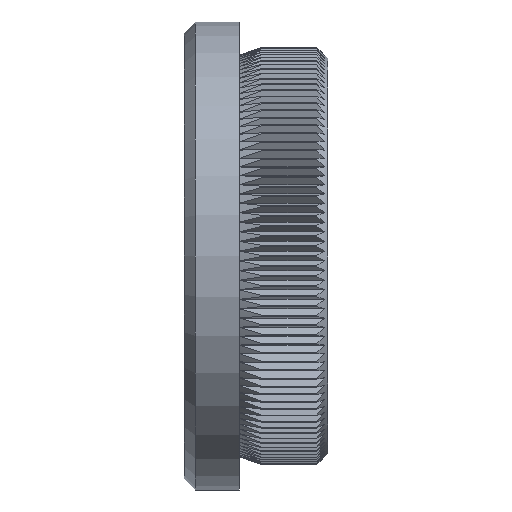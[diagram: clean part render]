
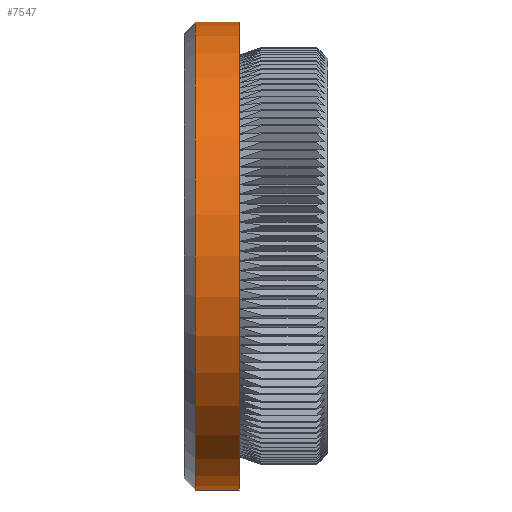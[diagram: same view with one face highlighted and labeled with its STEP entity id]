
A CAD part, left-side view. The second image highlights one B-rep face of the part: STEP entity #7547.
In plain terms, the highlighted cylindrical face has radius 21.2 mm (diameter 42.4 mm), a partial arc.
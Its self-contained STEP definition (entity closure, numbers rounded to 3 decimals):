
#1888 = DIRECTION ( 'NONE',  ( 0., -1., 0. ) ) ;
#2995 = VERTEX_POINT ( 'NONE', #11495 ) ;
#3058 = DIRECTION ( 'NONE',  ( 0., -1., 0. ) ) ;
#3147 = AXIS2_PLACEMENT_3D ( 'NONE', #4991, #18936, #28476 ) ;
#3639 = CARTESIAN_POINT ( 'NONE',  ( 0., 12., 21.2 ) ) ;
#4991 = CARTESIAN_POINT ( 'NONE',  ( 0., 0., 0. ) ) ;
#5099 = ORIENTED_EDGE ( 'NONE', *, *, #21283, .F. ) ;
#6113 = VECTOR ( 'NONE', #24849, 1000. ) ;
#6298 = VERTEX_POINT ( 'NONE', #11644 ) ;
#6489 = DIRECTION ( 'NONE',  ( 0., 0., 1. ) ) ;
#6549 = ORIENTED_EDGE ( 'NONE', *, *, #25675, .T. ) ;
#7547 = ADVANCED_FACE ( 'NONE', ( #10164 ), #25814, .T. ) ;
#8316 = EDGE_CURVE ( 'NONE', #23163, #2995, #23939, .T. ) ;
#10164 = FACE_OUTER_BOUND ( 'NONE', #14912, .T. ) ;
#11369 = AXIS2_PLACEMENT_3D ( 'NONE', #26554, #3058, #19253 ) ;
#11495 = CARTESIAN_POINT ( 'NONE',  ( 0., 8., 21.2 ) ) ;
#11644 = CARTESIAN_POINT ( 'NONE',  ( 0., 8., -21.2 ) ) ;
#11664 = VECTOR ( 'NONE', #12489, 1000. ) ;
#12489 = DIRECTION ( 'NONE',  ( 0., -1., 0. ) ) ;
#13685 = CARTESIAN_POINT ( 'NONE',  ( 0., 0., 21.2 ) ) ;
#14912 = EDGE_LOOP ( 'NONE', ( #29343, #18071, #6549, #5099 ) ) ;
#15259 = VERTEX_POINT ( 'NONE', #16475 ) ;
#16475 = CARTESIAN_POINT ( 'NONE',  ( 0., 12., -21.2 ) ) ;
#17112 = LINE ( 'NONE', #23967, #11664 ) ;
#17495 = CIRCLE ( 'NONE', #18230, 21.2 ) ;
#18071 = ORIENTED_EDGE ( 'NONE', *, *, #25712, .T. ) ;
#18230 = AXIS2_PLACEMENT_3D ( 'NONE', #29882, #1888, #6489 ) ;
#18936 = DIRECTION ( 'NONE',  ( 0., -1., 0. ) ) ;
#19253 = DIRECTION ( 'NONE',  ( 0., 0., -1. ) ) ;
#21283 = EDGE_CURVE ( 'NONE', #2995, #6298, #23809, .T. ) ;
#23163 = VERTEX_POINT ( 'NONE', #3639 ) ;
#23809 = CIRCLE ( 'NONE', #11369, 21.2 ) ;
#23939 = LINE ( 'NONE', #13685, #6113 ) ;
#23967 = CARTESIAN_POINT ( 'NONE',  ( 0., 0., -21.2 ) ) ;
#24849 = DIRECTION ( 'NONE',  ( 0., -1., 0. ) ) ;
#25675 = EDGE_CURVE ( 'NONE', #15259, #6298, #17112, .T. ) ;
#25712 = EDGE_CURVE ( 'NONE', #23163, #15259, #17495, .T. ) ;
#25814 = CYLINDRICAL_SURFACE ( 'NONE', #3147, 21.2 ) ;
#26554 = CARTESIAN_POINT ( 'NONE',  ( 0., 8., 0. ) ) ;
#28476 = DIRECTION ( 'NONE',  ( 0., 0., -1. ) ) ;
#29343 = ORIENTED_EDGE ( 'NONE', *, *, #8316, .F. ) ;
#29882 = CARTESIAN_POINT ( 'NONE',  ( 0., 12., 0. ) ) ;
